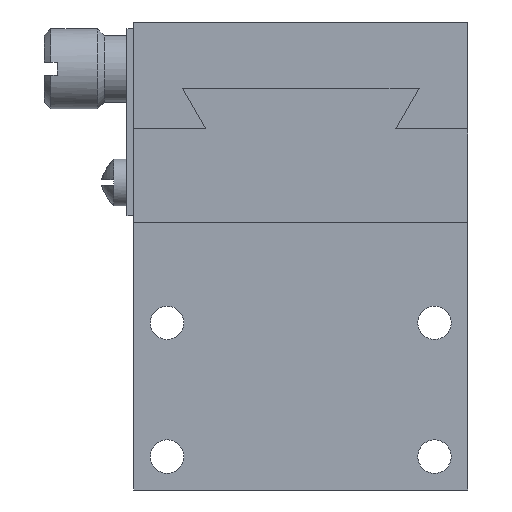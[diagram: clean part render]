
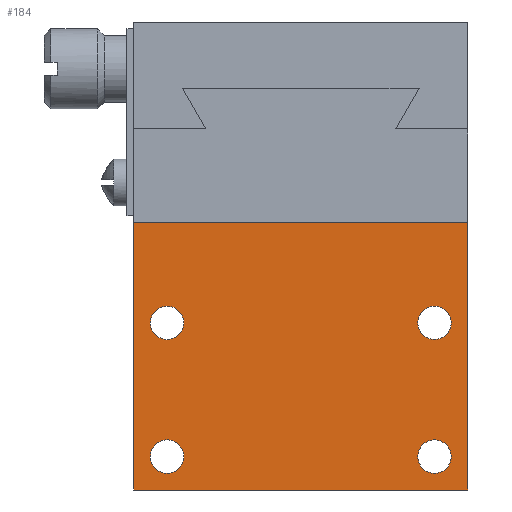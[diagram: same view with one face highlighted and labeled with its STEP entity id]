
A CAD part, front view. The second image highlights one B-rep face of the part: STEP entity #184.
In plain terms, the highlighted planar face has unit normal (0, -1, 0).
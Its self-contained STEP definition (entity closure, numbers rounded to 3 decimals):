
#184 = ADVANCED_FACE( '', ( #417, #418, #419, #420, #421 ), #422, .T. );
#417 = FACE_BOUND( '', #886, .T. );
#418 = FACE_BOUND( '', #887, .T. );
#419 = FACE_BOUND( '', #888, .T. );
#420 = FACE_BOUND( '', #889, .T. );
#421 = FACE_OUTER_BOUND( '', #890, .T. );
#422 = PLANE( '', #891 );
#886 = EDGE_LOOP( '', ( #1424, #1425 ) );
#887 = EDGE_LOOP( '', ( #1426, #1427 ) );
#888 = EDGE_LOOP( '', ( #1428, #1429 ) );
#889 = EDGE_LOOP( '', ( #1430, #1431 ) );
#890 = EDGE_LOOP( '', ( #1432, #1433, #1434, #1435 ) );
#891 = AXIS2_PLACEMENT_3D( '', #1436, #1437, #1438 );
#1424 = ORIENTED_EDGE( '', *, *, #2993, .T. );
#1425 = ORIENTED_EDGE( '', *, *, #2994, .T. );
#1426 = ORIENTED_EDGE( '', *, *, #2989, .T. );
#1427 = ORIENTED_EDGE( '', *, *, #2996, .T. );
#1428 = ORIENTED_EDGE( '', *, *, #2985, .T. );
#1429 = ORIENTED_EDGE( '', *, *, #2998, .T. );
#1430 = ORIENTED_EDGE( '', *, *, #2981, .T. );
#1431 = ORIENTED_EDGE( '', *, *, #3000, .T. );
#1432 = ORIENTED_EDGE( '', *, *, #3018, .T. );
#1433 = ORIENTED_EDGE( '', *, *, #3005, .F. );
#1434 = ORIENTED_EDGE( '', *, *, #3019, .F. );
#1435 = ORIENTED_EDGE( '', *, *, #3016, .T. );
#1436 = CARTESIAN_POINT( '', ( 12.5, 0., 0. ) );
#1437 = DIRECTION( '', ( 0., -1., 0. ) );
#1438 = DIRECTION( '', ( 0., 0., 1. ) );
#2981 = EDGE_CURVE( '', #3483, #3487, #3489, .T. );
#2985 = EDGE_CURVE( '', #3491, #3495, #3497, .T. );
#2989 = EDGE_CURVE( '', #3499, #3503, #3505, .T. );
#2993 = EDGE_CURVE( '', #3507, #3511, #3513, .T. );
#2994 = EDGE_CURVE( '', #3511, #3507, #3514, .T. );
#2996 = EDGE_CURVE( '', #3503, #3499, #3516, .T. );
#2998 = EDGE_CURVE( '', #3495, #3491, #3518, .T. );
#3000 = EDGE_CURVE( '', #3487, #3483, #3520, .T. );
#3005 = EDGE_CURVE( '', #3527, #3522, #3529, .T. );
#3016 = EDGE_CURVE( '', #3547, #3545, #3548, .T. );
#3018 = EDGE_CURVE( '', #3545, #3522, #3550, .T. );
#3019 = EDGE_CURVE( '', #3547, #3527, #3551, .T. );
#3483 = VERTEX_POINT( '', #4299 );
#3487 = VERTEX_POINT( '', #4304 );
#3489 = CIRCLE( '', #4307, 1.25 );
#3491 = VERTEX_POINT( '', #4309 );
#3495 = VERTEX_POINT( '', #4314 );
#3497 = CIRCLE( '', #4317, 1.25 );
#3499 = VERTEX_POINT( '', #4319 );
#3503 = VERTEX_POINT( '', #4324 );
#3505 = CIRCLE( '', #4327, 1.25 );
#3507 = VERTEX_POINT( '', #4329 );
#3511 = VERTEX_POINT( '', #4334 );
#3513 = CIRCLE( '', #4337, 1.25 );
#3514 = CIRCLE( '', #4338, 1.25 );
#3516 = CIRCLE( '', #4340, 1.25 );
#3518 = CIRCLE( '', #4342, 1.25 );
#3520 = CIRCLE( '', #4344, 1.25 );
#3522 = VERTEX_POINT( '', #4346 );
#3527 = VERTEX_POINT( '', #4353 );
#3529 = LINE( '', #4356, #4357 );
#3545 = VERTEX_POINT( '', #4382 );
#3547 = VERTEX_POINT( '', #4385 );
#3548 = LINE( '', #4386, #4387 );
#3550 = LINE( '', #4390, #4391 );
#3551 = LINE( '', #4392, #4393 );
#4299 = CARTESIAN_POINT( '', ( -8.75, 0., -17.5 ) );
#4304 = CARTESIAN_POINT( '', ( -11.25, 0., -17.5 ) );
#4307 = AXIS2_PLACEMENT_3D( '', #5857, #5858, #5859 );
#4309 = CARTESIAN_POINT( '', ( -8.75, 0., -7.5 ) );
#4314 = CARTESIAN_POINT( '', ( -11.25, 0., -7.5 ) );
#4317 = AXIS2_PLACEMENT_3D( '', #5865, #5866, #5867 );
#4319 = CARTESIAN_POINT( '', ( 11.25, 0., -7.5 ) );
#4324 = CARTESIAN_POINT( '', ( 8.75, 0., -7.5 ) );
#4327 = AXIS2_PLACEMENT_3D( '', #5873, #5874, #5875 );
#4329 = CARTESIAN_POINT( '', ( 11.25, 0., -17.5 ) );
#4334 = CARTESIAN_POINT( '', ( 8.75, 0., -17.5 ) );
#4337 = AXIS2_PLACEMENT_3D( '', #5881, #5882, #5883 );
#4338 = AXIS2_PLACEMENT_3D( '', #5884, #5885, #5886 );
#4340 = AXIS2_PLACEMENT_3D( '', #5890, #5891, #5892 );
#4342 = AXIS2_PLACEMENT_3D( '', #5896, #5897, #5898 );
#4344 = AXIS2_PLACEMENT_3D( '', #5902, #5903, #5904 );
#4346 = CARTESIAN_POINT( '', ( -12.5, 0., -20. ) );
#4353 = CARTESIAN_POINT( '', ( 12.5, 0., -20. ) );
#4356 = CARTESIAN_POINT( '', ( 12.5, 0., -20. ) );
#4357 = VECTOR( '', #5911, 1. );
#4382 = CARTESIAN_POINT( '', ( -12.5, 0., 0. ) );
#4385 = CARTESIAN_POINT( '', ( 12.5, 0., 0. ) );
#4386 = CARTESIAN_POINT( '', ( 12.5, 0., 0. ) );
#4387 = VECTOR( '', #5922, 1. );
#4390 = CARTESIAN_POINT( '', ( -12.5, 0., 0. ) );
#4391 = VECTOR( '', #5924, 1. );
#4392 = CARTESIAN_POINT( '', ( 12.5, 0., 0. ) );
#4393 = VECTOR( '', #5925, 1. );
#5857 = CARTESIAN_POINT( '', ( -10., 0., -17.5 ) );
#5858 = DIRECTION( '', ( 0., 1., 0. ) );
#5859 = DIRECTION( '', ( 1., 0., 0. ) );
#5865 = CARTESIAN_POINT( '', ( -10., 0., -7.5 ) );
#5866 = DIRECTION( '', ( 0., 1., 0. ) );
#5867 = DIRECTION( '', ( 1., 0., 0. ) );
#5873 = CARTESIAN_POINT( '', ( 10., 0., -7.5 ) );
#5874 = DIRECTION( '', ( 0., 1., 0. ) );
#5875 = DIRECTION( '', ( 1., 0., 0. ) );
#5881 = CARTESIAN_POINT( '', ( 10., 0., -17.5 ) );
#5882 = DIRECTION( '', ( 0., 1., 0. ) );
#5883 = DIRECTION( '', ( 1., 0., 0. ) );
#5884 = CARTESIAN_POINT( '', ( 10., 0., -17.5 ) );
#5885 = DIRECTION( '', ( 0., 1., 0. ) );
#5886 = DIRECTION( '', ( 1., 0., 0. ) );
#5890 = CARTESIAN_POINT( '', ( 10., 0., -7.5 ) );
#5891 = DIRECTION( '', ( 0., 1., 0. ) );
#5892 = DIRECTION( '', ( 1., 0., 0. ) );
#5896 = CARTESIAN_POINT( '', ( -10., 0., -7.5 ) );
#5897 = DIRECTION( '', ( 0., 1., 0. ) );
#5898 = DIRECTION( '', ( 1., 0., 0. ) );
#5902 = CARTESIAN_POINT( '', ( -10., 0., -17.5 ) );
#5903 = DIRECTION( '', ( 0., 1., 0. ) );
#5904 = DIRECTION( '', ( 1., 0., 0. ) );
#5911 = DIRECTION( '', ( -1., 0., 0. ) );
#5922 = DIRECTION( '', ( -1., 0., 0. ) );
#5924 = DIRECTION( '', ( 0., 0., -1. ) );
#5925 = DIRECTION( '', ( 0., 0., -1. ) );
